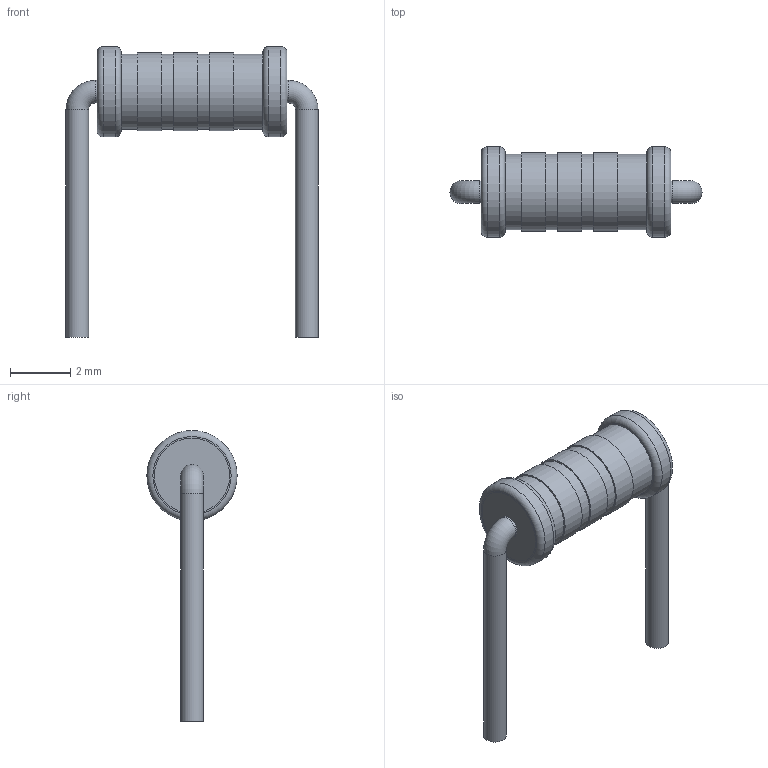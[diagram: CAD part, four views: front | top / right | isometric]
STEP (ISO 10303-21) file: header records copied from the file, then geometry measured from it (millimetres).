
FILE_DESCRIPTION(('FreeCAD Model'),'2;1');
FILE_NAME('Open CASCADE Shape Model','2023-01-31T11:55:30',('BT'),(''), 'Open CASCADE STEP processor 7.6','FreeCAD','Unknown');
FILE_SCHEMA(('AUTOMOTIVE_DESIGN_CC2 { 1 2 10303 214 -1 1 5 4 }'));
Length unit declared in the file: millimetre
Products named in the file (1): Body
Bounding box: 8.37 x 3 x 9.66 mm (x, y, z)
Volume: 42.6 mm3; surface area: 110.7 mm2
Topology: 1 solids, 1 shells, 33 faces, 51 edges, 32 vertices
Faces by surface type: plane 14, cylinder 13, torus 6
Full cylindrical faces by diameter (mm): 0.75 x4, 2.5 x4, 2.6 x3, 3 x2
Entity records: 1002 total; most frequent: DIRECTION 157, CARTESIAN_POINT 117, ORIENTED_EDGE 102, AXIS2_PLACEMENT_3D 72, EDGE_CURVE 51, FACE_BOUND 45, EDGE_LOOP 45, CIRCLE 38
